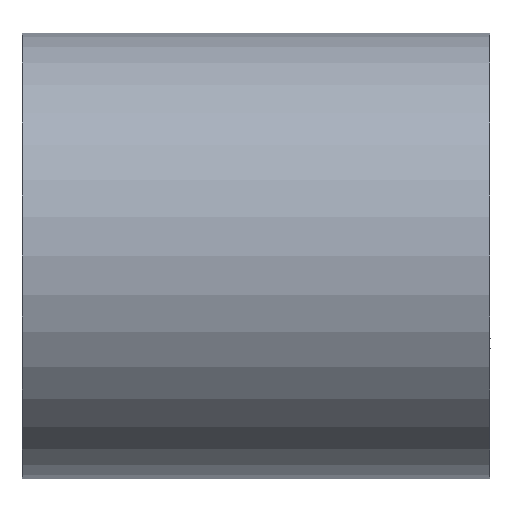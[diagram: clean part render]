
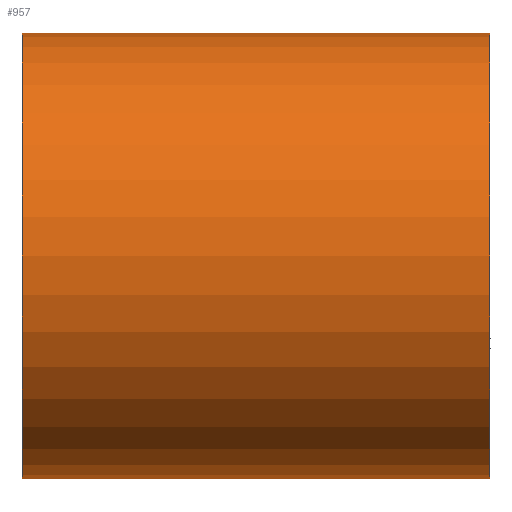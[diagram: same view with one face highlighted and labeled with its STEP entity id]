
A CAD part, front view. The second image highlights one B-rep face of the part: STEP entity #957.
In plain terms, the highlighted cylindrical face has radius 63.5 mm (diameter 127 mm), a partial arc.
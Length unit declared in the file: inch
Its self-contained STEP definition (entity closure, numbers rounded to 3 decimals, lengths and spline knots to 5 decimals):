
#106 = EDGE_CURVE ( 'NONE', #1919, #3770, #2165, .T. ) ;
#234 = EDGE_CURVE ( 'NONE', #1919, #370, #2033, .T. ) ;
#263 = EDGE_LOOP ( 'NONE', ( #1973, #1888, #2626, #2037 ) ) ;
#284 = AXIS2_PLACEMENT_3D ( 'NONE', #1412, #1970, #1004 ) ;
#370 = VERTEX_POINT ( 'NONE', #2516 ) ;
#559 = CARTESIAN_POINT ( 'NONE',  ( 0., 0., 0. ) ) ;
#607 = DIRECTION ( 'NONE',  ( 0., 0., 1. ) ) ;
#957 = ADVANCED_FACE ( 'NONE', ( #1030 ), #1961, .T. ) ;
#1004 = DIRECTION ( 'NONE',  ( 0., 0., 1. ) ) ;
#1030 = FACE_OUTER_BOUND ( 'NONE', #263, .T. ) ;
#1326 = CARTESIAN_POINT ( 'NONE',  ( 0., 0., -2.5 ) ) ;
#1412 = CARTESIAN_POINT ( 'NONE',  ( 5.25, 0., 0. ) ) ;
#1657 = CARTESIAN_POINT ( 'NONE',  ( 0., 0., 0. ) ) ;
#1855 = CARTESIAN_POINT ( 'NONE',  ( 5.25, 0., -2.5 ) ) ;
#1888 = ORIENTED_EDGE ( 'NONE', *, *, #234, .T. ) ;
#1919 = VERTEX_POINT ( 'NONE', #1855 ) ;
#1961 = CYLINDRICAL_SURFACE ( 'NONE', #2434, 2.5 ) ;
#1967 = CIRCLE ( 'NONE', #2367, 2.5 ) ;
#1970 = DIRECTION ( 'NONE',  ( -1., 0., 0. ) ) ;
#1973 = ORIENTED_EDGE ( 'NONE', *, *, #106, .F. ) ;
#2033 = CIRCLE ( 'NONE', #284, 2.5 ) ;
#2037 = ORIENTED_EDGE ( 'NONE', *, *, #3926, .F. ) ;
#2108 = VECTOR ( 'NONE', #2193, 39.37008 ) ;
#2165 = LINE ( 'NONE', #3404, #2108 ) ;
#2193 = DIRECTION ( 'NONE',  ( -1., 0., 0. ) ) ;
#2215 = LINE ( 'NONE', #3118, #2561 ) ;
#2367 = AXIS2_PLACEMENT_3D ( 'NONE', #559, #3363, #607 ) ;
#2391 = DIRECTION ( 'NONE',  ( 0., 0., 1. ) ) ;
#2434 = AXIS2_PLACEMENT_3D ( 'NONE', #1657, #2929, #2391 ) ;
#2488 = DIRECTION ( 'NONE',  ( -1., 0., 0. ) ) ;
#2516 = CARTESIAN_POINT ( 'NONE',  ( 5.25, 0., 2.5 ) ) ;
#2561 = VECTOR ( 'NONE', #2488, 39.37008 ) ;
#2626 = ORIENTED_EDGE ( 'NONE', *, *, #2655, .T. ) ;
#2655 = EDGE_CURVE ( 'NONE', #370, #3225, #2215, .T. ) ;
#2929 = DIRECTION ( 'NONE',  ( -1., 0., 0. ) ) ;
#3042 = CARTESIAN_POINT ( 'NONE',  ( 0., 0., 2.5 ) ) ;
#3118 = CARTESIAN_POINT ( 'NONE',  ( 0., 0., 2.5 ) ) ;
#3225 = VERTEX_POINT ( 'NONE', #3042 ) ;
#3363 = DIRECTION ( 'NONE',  ( -1., 0., 0. ) ) ;
#3404 = CARTESIAN_POINT ( 'NONE',  ( 0., 0., -2.5 ) ) ;
#3770 = VERTEX_POINT ( 'NONE', #1326 ) ;
#3926 = EDGE_CURVE ( 'NONE', #3770, #3225, #1967, .T. ) ;
